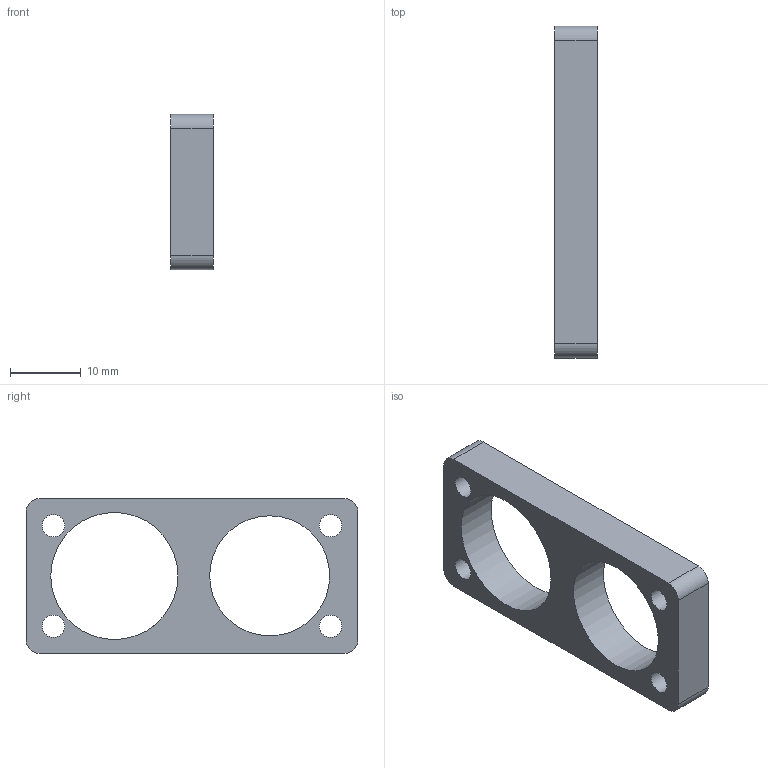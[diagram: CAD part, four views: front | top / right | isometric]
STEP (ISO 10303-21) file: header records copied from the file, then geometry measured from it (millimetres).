
FILE_DESCRIPTION(/* description */ (''),/* implementation_level */ '2;1');
FILE_NAME(/* name */ 'ultrasonic sensor mount.step',/* time_stamp */ '2025-07-13T15:46:30-03:00',/* author */ (''),/* organization */ (''),/* preprocessor_version */ 'ST-DEVELOPER v20.1',/* originating_system */ 'Autodesk Translation Framework v14.10.0.0',/* authorisation */ '');
FILE_SCHEMA (('AUTOMOTIVE_DESIGN { 1 0 10303 214 3 1 1 }'));
Length unit declared in the file: millimetre
Products named in the file (1): (Unsaved)
Bounding box: 6 x 47 x 22 mm (x, y, z)
Volume: 3048.1 mm3; surface area: 2816.4 mm2
Topology: 1 solids, 1 shells, 20 faces, 51 edges, 34 vertices
Faces by surface type: cylinder 12, plane 8
Full cylindrical faces by diameter (mm): 3 x2, 3.175 x4, 17 x1, 18 x1
Entity records: 689 total; most frequent: DIRECTION 117, CARTESIAN_POINT 116, ORIENTED_EDGE 102, EDGE_CURVE 51, AXIS2_PLACEMENT_3D 46, EDGE_LOOP 35, VERTEX_POINT 34, CIRCLE 25
